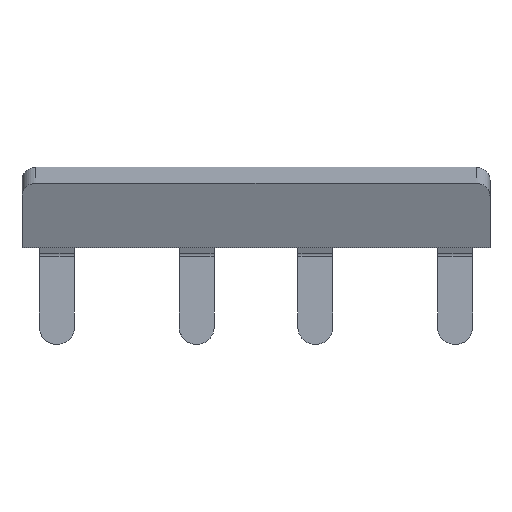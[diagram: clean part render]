
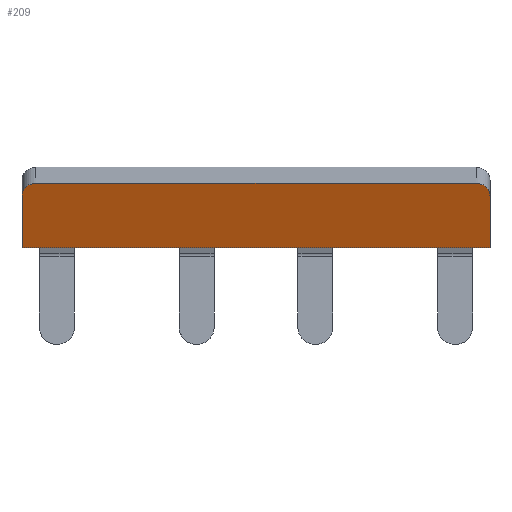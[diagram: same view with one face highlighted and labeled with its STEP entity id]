
A CAD part, front view. The second image highlights one B-rep face of the part: STEP entity #209.
In plain terms, the highlighted planar face has unit normal (0, -0.925, -0.38).
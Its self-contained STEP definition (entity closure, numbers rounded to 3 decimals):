
#61=AXIS2_PLACEMENT_3D('Circle Axis2P3D',#59,#60,$) ;
#180=AXIS2_PLACEMENT_3D('Plane Axis2P3D',#177,#178,#179) ;
#198=AXIS2_PLACEMENT_3D('Circle Axis2P3D',#196,#197,$) ;
#42=CARTESIAN_POINT('Vertex',(1.,0.,11.551)) ;
#56=CARTESIAN_POINT('Vertex',(0.,0.379,10.626)) ;
#59=CARTESIAN_POINT('Axis2P3D Location',(1.,0.379,10.626)) ;
#90=CARTESIAN_POINT('Vertex',(32.5,0.,11.551)) ;
#98=CARTESIAN_POINT('Line Origine',(16.75,0.,11.551)) ;
#161=CARTESIAN_POINT('Vertex',(0.,1.897,6.925)) ;
#164=CARTESIAN_POINT('Line Origine',(0.,1.138,8.775)) ;
#177=CARTESIAN_POINT('Axis2P3D Location',(16.75,2.239,6.092)) ;
#182=CARTESIAN_POINT('Line Origine',(16.75,1.897,6.925)) ;
#186=CARTESIAN_POINT('Vertex',(33.5,1.897,6.925)) ;
#189=CARTESIAN_POINT('Line Origine',(33.5,1.138,8.775)) ;
#193=CARTESIAN_POINT('Vertex',(33.5,0.379,10.626)) ;
#196=CARTESIAN_POINT('Axis2P3D Location',(32.5,0.379,10.626)) ;
#60=DIRECTION('Axis2P3D Direction',(0.,-0.925,-0.379)) ;
#99=DIRECTION('Vector Direction',(1.,0.,0.)) ;
#165=DIRECTION('Vector Direction',(0.,0.379,-0.925)) ;
#178=DIRECTION('Axis2P3D Direction',(0.,-0.925,-0.379)) ;
#179=DIRECTION('Axis2P3D XDirection',(1.,0.,0.)) ;
#183=DIRECTION('Vector Direction',(-1.,0.,0.)) ;
#190=DIRECTION('Vector Direction',(0.,0.379,-0.925)) ;
#197=DIRECTION('Axis2P3D Direction',(0.,-0.925,-0.379)) ;
#100=VECTOR('Line Direction',#99,1.) ;
#166=VECTOR('Line Direction',#165,1.) ;
#184=VECTOR('Line Direction',#183,1.) ;
#191=VECTOR('Line Direction',#190,1.) ;
#202=ORIENTED_EDGE('',*,*,#63,.T.) ;
#203=ORIENTED_EDGE('',*,*,#168,.T.) ;
#204=ORIENTED_EDGE('',*,*,#188,.T.) ;
#205=ORIENTED_EDGE('',*,*,#195,.T.) ;
#206=ORIENTED_EDGE('',*,*,#200,.T.) ;
#207=ORIENTED_EDGE('',*,*,#102,.T.) ;
#209=ADVANCED_FACE('K\X2\00F6\X0\rper.3',(#208),#181,.T.) ;
#62=CIRCLE('generated circle',#61,1.) ;
#199=CIRCLE('generated circle',#198,1.) ;
#63=EDGE_CURVE('',#43,#57,#62,.T.) ;
#102=EDGE_CURVE('',#91,#43,#101,.F.) ;
#168=EDGE_CURVE('',#57,#162,#167,.T.) ;
#188=EDGE_CURVE('',#162,#187,#185,.F.) ;
#195=EDGE_CURVE('',#187,#194,#192,.F.) ;
#200=EDGE_CURVE('',#194,#91,#199,.T.) ;
#201=EDGE_LOOP('',(#202,#203,#204,#205,#206,#207)) ;
#208=FACE_OUTER_BOUND('',#201,.T.) ;
#101=LINE('Line',#98,#100) ;
#167=LINE('Line',#164,#166) ;
#185=LINE('Line',#182,#184) ;
#192=LINE('Line',#189,#191) ;
#181=PLANE('',#180) ;
#43=VERTEX_POINT('',#42) ;
#57=VERTEX_POINT('',#56) ;
#91=VERTEX_POINT('',#90) ;
#162=VERTEX_POINT('',#161) ;
#187=VERTEX_POINT('',#186) ;
#194=VERTEX_POINT('',#193) ;
